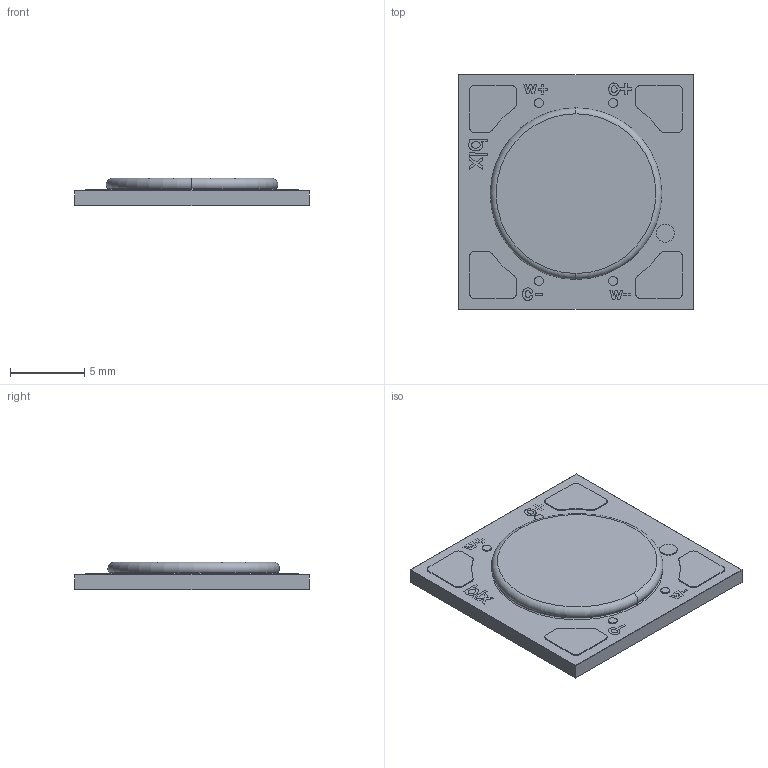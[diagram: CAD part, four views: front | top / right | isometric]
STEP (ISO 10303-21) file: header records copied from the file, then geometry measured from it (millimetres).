
FILE_DESCRIPTION (( 'STEP AP214' ), '1' );
FILE_NAME ('HD TW 9.STEP', '2025-01-06T08:56:26', ( '' ), ( '' ), 'SwSTEP 2.0', 'SolidWorks 2018', '' );
FILE_SCHEMA (( 'AUTOMOTIVE_DESIGN' ));
Length unit declared in the file: millimetre
Products named in the file (9): 字符; PAD; ªý²k?; 基板; HD TW 9; ??; 7; mopian; LED
Assembly tree (8 placements, depth 2):
  HD TW 9
    基板
    ªý²k?
    PAD
    字符
    LED
    mopian
    7
    ??
Bounding box: 15.8 x 15.8 x 1.83 mm (x, y, z)
Volume: 351.6 mm3; surface area: 1526.2 mm2
Topology: 96 solids, 96 shells, 687 faces, 1482 edges, 986 vertices
Faces by surface type: plane 602, cylinder 72, bspline 7, torus 6
Entity records: 19806 total; most frequent: CARTESIAN_POINT 3373, DIRECTION 2994, ORIENTED_EDGE 2964, EDGE_CURVE 1482, VECTOR 1300, LINE 1300, VERTEX_POINT 986, AXIS2_PLACEMENT_3D 847
